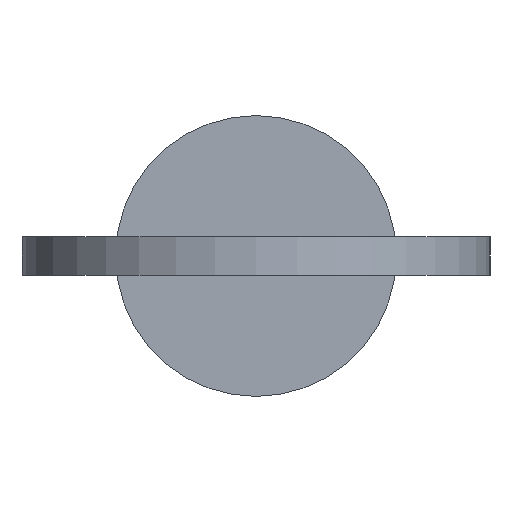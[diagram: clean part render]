
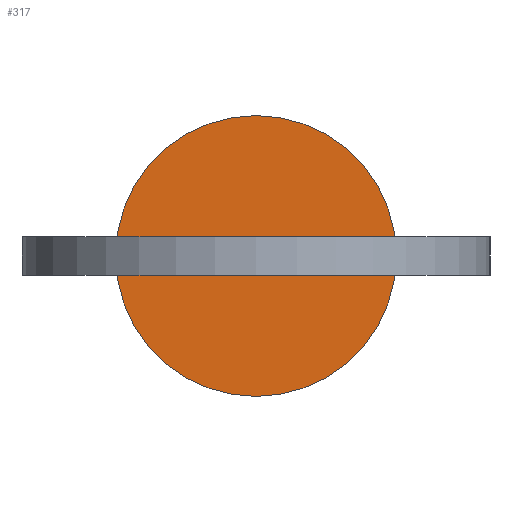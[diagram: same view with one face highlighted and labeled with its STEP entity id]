
A CAD part, left-side view. The second image highlights one B-rep face of the part: STEP entity #317.
In plain terms, the highlighted face is planar.
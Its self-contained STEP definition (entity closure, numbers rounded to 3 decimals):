
#32 = VECTOR ( 'NONE', #818, 1000. ) ;
#43 = CARTESIAN_POINT ( 'NONE',  ( -3., -10., 0. ) ) ;
#59 = EDGE_LOOP ( 'NONE', ( #699, #273 ) ) ;
#78 = LINE ( 'NONE', #767, #389 ) ;
#90 = EDGE_CURVE ( 'NONE', #95, #437, #190, .T. ) ;
#94 = DIRECTION ( 'NONE',  ( 0., -1., 0. ) ) ;
#95 = VERTEX_POINT ( 'NONE', #477 ) ;
#171 = DIRECTION ( 'NONE',  ( 0., -1., 0. ) ) ;
#172 = VERTEX_POINT ( 'NONE', #304 ) ;
#190 = LINE ( 'NONE', #710, #819 ) ;
#232 = VERTEX_POINT ( 'NONE', #266 ) ;
#251 = EDGE_CURVE ( 'NONE', #458, #437, #665, .T. ) ;
#262 = AXIS2_PLACEMENT_3D ( 'NONE', #379, #171, #564 ) ;
#266 = CARTESIAN_POINT ( 'NONE',  ( 0., -10., 4.1 ) ) ;
#273 = ORIENTED_EDGE ( 'NONE', *, *, #378, .F. ) ;
#298 = DIRECTION ( 'NONE',  ( 0., 0., -1. ) ) ;
#304 = CARTESIAN_POINT ( 'NONE',  ( 0., -10., -3.1 ) ) ;
#317 = ADVANCED_FACE ( 'NONE', ( #636, #999 ), #396, .F. ) ;
#343 = AXIS2_PLACEMENT_3D ( 'NONE', #483, #1126, #1127 ) ;
#350 = ORIENTED_EDGE ( 'NONE', *, *, #90, .T. ) ;
#362 = CARTESIAN_POINT ( 'NONE',  ( -3., -10., 1. ) ) ;
#378 = EDGE_CURVE ( 'NONE', #172, #232, #1109, .T. ) ;
#379 = CARTESIAN_POINT ( 'NONE',  ( 0., -10., 0.5 ) ) ;
#389 = VECTOR ( 'NONE', #774, 1000. ) ;
#396 = PLANE ( 'NONE',  #1013 ) ;
#434 = EDGE_CURVE ( 'NONE', #800, #458, #78, .T. ) ;
#437 = VERTEX_POINT ( 'NONE', #510 ) ;
#458 = VERTEX_POINT ( 'NONE', #1055 ) ;
#477 = CARTESIAN_POINT ( 'NONE',  ( 3., -10., 0. ) ) ;
#483 = CARTESIAN_POINT ( 'NONE',  ( 0., -10., 0.5 ) ) ;
#510 = CARTESIAN_POINT ( 'NONE',  ( 3., -10., 1. ) ) ;
#563 = EDGE_CURVE ( 'NONE', #95, #800, #590, .T. ) ;
#564 = DIRECTION ( 'NONE',  ( 0., 0., -1. ) ) ;
#578 = CARTESIAN_POINT ( 'NONE',  ( 0., -10., 0.5 ) ) ;
#590 = LINE ( 'NONE', #43, #880 ) ;
#596 = ORIENTED_EDGE ( 'NONE', *, *, #434, .F. ) ;
#619 = CIRCLE ( 'NONE', #262, 3.6 ) ;
#636 = FACE_BOUND ( 'NONE', #963, .T. ) ;
#665 = LINE ( 'NONE', #362, #32 ) ;
#699 = ORIENTED_EDGE ( 'NONE', *, *, #765, .F. ) ;
#710 = CARTESIAN_POINT ( 'NONE',  ( 3., -10., -7.686 ) ) ;
#737 = CARTESIAN_POINT ( 'NONE',  ( -3., -10., 0. ) ) ;
#765 = EDGE_CURVE ( 'NONE', #232, #172, #619, .T. ) ;
#767 = CARTESIAN_POINT ( 'NONE',  ( -3., -10., -7.686 ) ) ;
#774 = DIRECTION ( 'NONE',  ( 0., 0., 1. ) ) ;
#800 = VERTEX_POINT ( 'NONE', #737 ) ;
#818 = DIRECTION ( 'NONE',  ( 1., 0., 0. ) ) ;
#819 = VECTOR ( 'NONE', #1041, 1000. ) ;
#880 = VECTOR ( 'NONE', #1178, 1000. ) ;
#963 = EDGE_LOOP ( 'NONE', ( #350, #1202, #596, #1182 ) ) ;
#999 = FACE_OUTER_BOUND ( 'NONE', #59, .T. ) ;
#1013 = AXIS2_PLACEMENT_3D ( 'NONE', #578, #94, #298 ) ;
#1041 = DIRECTION ( 'NONE',  ( 0., 0., 1. ) ) ;
#1055 = CARTESIAN_POINT ( 'NONE',  ( -3., -10., 1. ) ) ;
#1109 = CIRCLE ( 'NONE', #343, 3.6 ) ;
#1126 = DIRECTION ( 'NONE',  ( 0., -1., 0. ) ) ;
#1127 = DIRECTION ( 'NONE',  ( 0., 0., -1. ) ) ;
#1178 = DIRECTION ( 'NONE',  ( -1., 0., 0. ) ) ;
#1182 = ORIENTED_EDGE ( 'NONE', *, *, #563, .F. ) ;
#1202 = ORIENTED_EDGE ( 'NONE', *, *, #251, .F. ) ;
